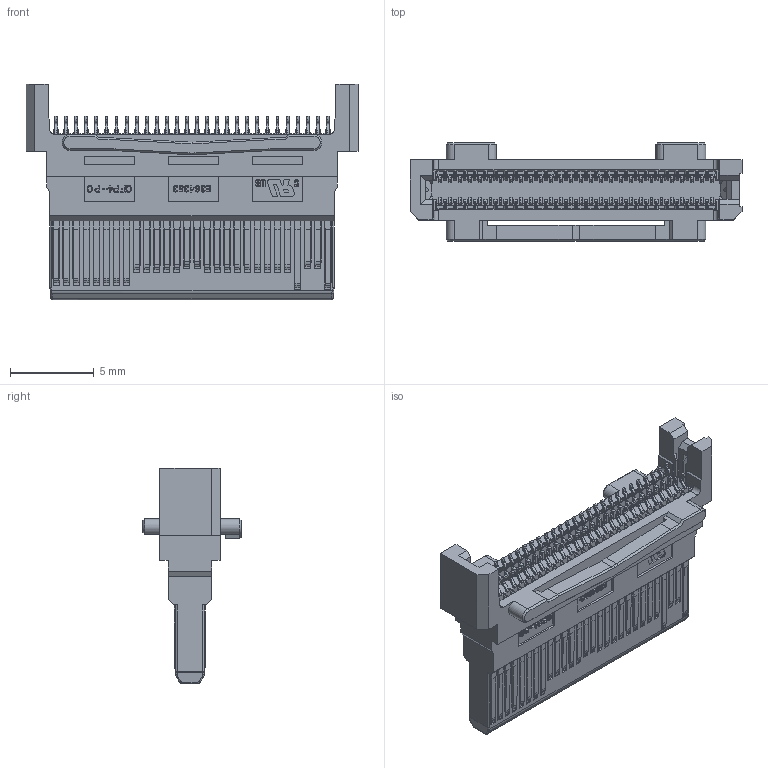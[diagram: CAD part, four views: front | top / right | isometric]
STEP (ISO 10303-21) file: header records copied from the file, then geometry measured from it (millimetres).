
FILE_DESCRIPTION (( 'STEP AP214' ), '1' );
FILE_NAME ('05-00241--A115246-001.STEP', '2020-04-21T17:14:31', ( '' ), ( '' ), 'SwSTEP 2.0', 'SolidWorks 2018', '' );
FILE_SCHEMA (( 'AUTOMOTIVE_DESIGN' ));
Length unit declared in the file: millimetre
Products named in the file (2): 05-00241--A115246-001
Bounding box: 19.8 x 5.85 x 12.85 mm (x, y, z)
Volume: 391.8 mm3; surface area: 1195.7 mm2
Topology: 57 solids, 57 shells, 4550 faces, 13052 edges, 8646 vertices
Faces by surface type: plane 3467, cylinder 876, bspline 194, cone 9, sphere 4
Entity records: 161987 total; most frequent: CARTESIAN_POINT 34502, ORIENTED_EDGE 26104, DIRECTION 22726, EDGE_CURVE 13052, LINE 10794, VECTOR 10794, VERTEX_POINT 8646, AXIS2_PLACEMENT_3D 5966
